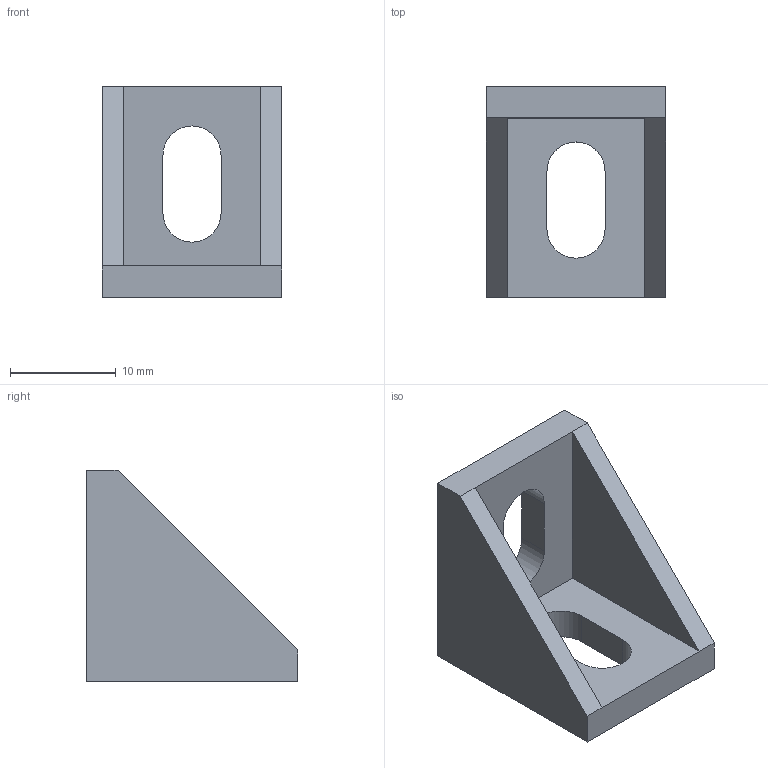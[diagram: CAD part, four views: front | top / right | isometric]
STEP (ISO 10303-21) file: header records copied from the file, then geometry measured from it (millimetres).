
FILE_DESCRIPTION (( 'STEP AP214' ), '1' );
FILE_NAME ('2020 - Angle - T-Angle - 20x20x17.STEP', '2025-09-18T19:07:52', ( '' ), ( '' ), 'SwSTEP 2.0', 'SolidWorks 2024', '' );
FILE_SCHEMA (( 'AUTOMOTIVE_DESIGN' ));
Length unit declared in the file: millimetre
Products named in the file (1): 2020 - Angle - T-Angle - 20x20x17
Bounding box: 17 x 20 x 20 mm (x, y, z)
Volume: 2141 mm3; surface area: 2073.8 mm2
Topology: 1 solids, 1 shells, 21 faces, 53 edges, 34 vertices
Faces by surface type: plane 16, cylinder 5
Entity records: 656 total; most frequent: CARTESIAN_POINT 109, DIRECTION 107, ORIENTED_EDGE 106, EDGE_CURVE 53, LINE 43, VECTOR 43, VERTEX_POINT 34, AXIS2_PLACEMENT_3D 32
